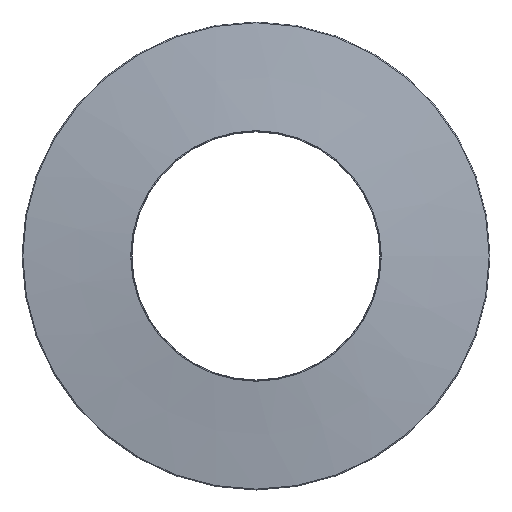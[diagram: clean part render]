
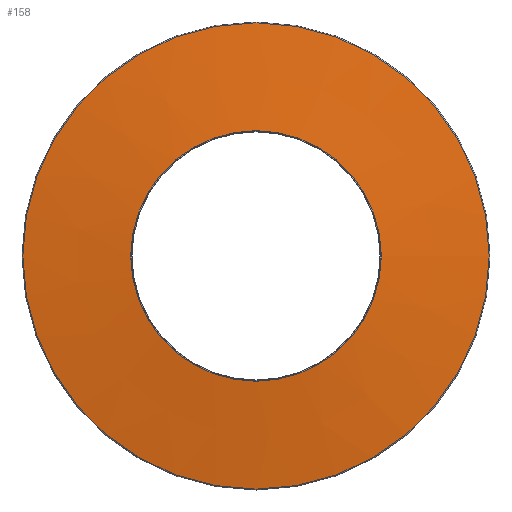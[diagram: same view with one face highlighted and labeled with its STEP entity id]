
A CAD part, top view. The second image highlights one B-rep face of the part: STEP entity #158.
In plain terms, the highlighted conical face has half-angle 82.57 degrees and reference radius 3.8 mm.
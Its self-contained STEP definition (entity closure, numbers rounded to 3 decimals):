
#26=LINE('',#305,#30);
#30=VECTOR('',#253,3.8);
#32=CONICAL_SURFACE('',#196,3.8,1.441);
#40=FACE_OUTER_BOUND('',#51,.T.);
#51=EDGE_LOOP('',(#132,#133,#134,#135,#136));
#63=CIRCLE('',#191,2.65);
#67=CIRCLE('',#197,4.933);
#68=CIRCLE('',#198,4.933);
#78=VERTEX_POINT('',#295);
#81=VERTEX_POINT('',#304);
#82=VERTEX_POINT('',#306);
#95=EDGE_CURVE('',#78,#78,#63,.T.);
#99=EDGE_CURVE('',#78,#81,#26,.T.);
#100=EDGE_CURVE('',#82,#81,#67,.T.);
#101=EDGE_CURVE('',#81,#82,#68,.T.);
#132=ORIENTED_EDGE('',*,*,#95,.F.);
#133=ORIENTED_EDGE('',*,*,#99,.T.);
#134=ORIENTED_EDGE('',*,*,#100,.F.);
#135=ORIENTED_EDGE('',*,*,#101,.F.);
#136=ORIENTED_EDGE('',*,*,#99,.F.);
#158=ADVANCED_FACE('',(#40),#32,.T.);
#191=AXIS2_PLACEMENT_3D('',#296,#241,#242);
#196=AXIS2_PLACEMENT_3D('',#303,#251,#252);
#197=AXIS2_PLACEMENT_3D('',#307,#254,#255);
#198=AXIS2_PLACEMENT_3D('',#308,#256,#257);
#241=DIRECTION('center_axis',(0.,0.,1.));
#242=DIRECTION('ref_axis',(-1.,0.,0.));
#251=DIRECTION('center_axis',(0.,0.,-1.));
#252=DIRECTION('ref_axis',(-1.,0.,0.));
#253=DIRECTION('',(0.992,0.,-0.129));
#254=DIRECTION('center_axis',(0.,0.,-1.));
#255=DIRECTION('ref_axis',(-1.,0.,0.));
#256=DIRECTION('center_axis',(0.,0.,-1.));
#257=DIRECTION('ref_axis',(-1.,0.,0.));
#295=CARTESIAN_POINT('',(2.65,0.,0.8));
#296=CARTESIAN_POINT('Origin',(0.,0.,0.8));
#303=CARTESIAN_POINT('Origin',(0.,0.,0.65));
#304=CARTESIAN_POINT('',(4.933,0.,0.502));
#305=CARTESIAN_POINT('',(3.8,0.,0.65));
#306=CARTESIAN_POINT('',(-4.933,0.,0.502));
#307=CARTESIAN_POINT('Origin',(0.,0.,0.502));
#308=CARTESIAN_POINT('Origin',(0.,0.,0.502));
